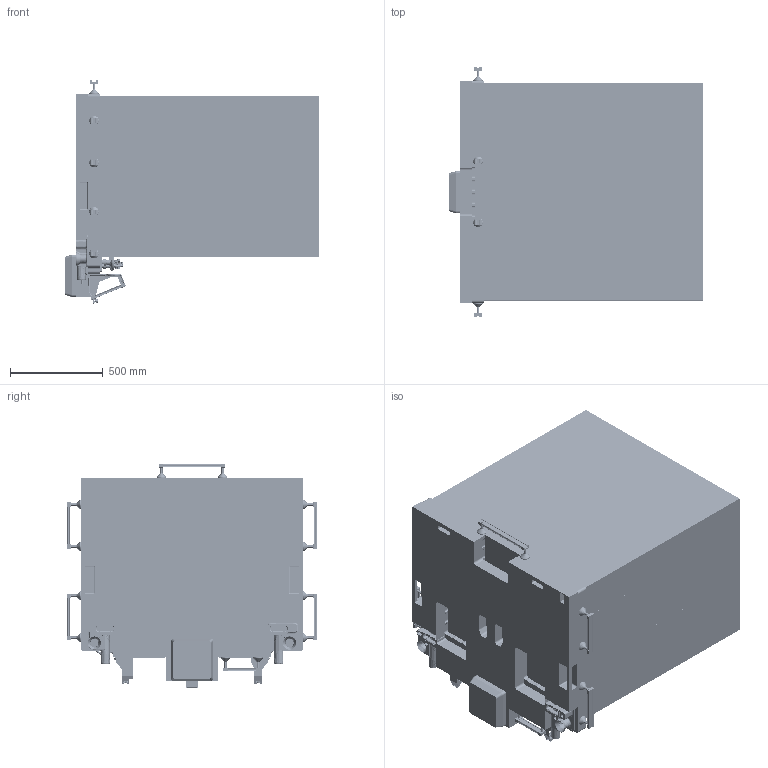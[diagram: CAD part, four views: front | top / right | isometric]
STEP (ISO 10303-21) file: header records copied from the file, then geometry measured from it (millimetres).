
FILE_DESCRIPTION(/* description */ (''),/* implementation_level */ '2;1');
FILE_NAME(/* name */ 'AMP-EPF-RAD-phaseB-8April08',/* time_stamp */ '2008-04-08T16:45:20+02:00',/* author */ (''),/* organization */ (''),/* preprocessor_version */ 'ST-DEVELOPER v11',/* originating_system */ 'UGS - NX 5.0',/* authorisation */ '');
FILE_SCHEMA (('AUTOMOTIVE_DESIGN { 1 0 10303 214 1 1 1 1 }'));
Products named in the file (121): 80gr-photBaffl; 80gr-Baffle; 80gr-Optik; 20gr-Baffle-Optik; 20gr-Optik; photometerbaffle; photometer1; MMIA-front; _SOL20; _SOL19; _SOL18; _SOL17; _SOL11; _SOL10; _SOL9; _SOL8; _SOL7; _SOL16; _SOL15; _SOL14; _SOL13; _SOL12; MMIA_DPU; STEMPEL_001; STEMPEL_000; STEMPEL; MS3470-12_000; MS3470-16_003; MS3470-14_000; MS3470-16_002; MS3470-16_001; MS3470-16; MS3470-14; MS3470-12; MS3470-16_000; _SOL601; _SOL600; _SOL599; _SOL598; _SOL596 ...
Assembly tree (149 placements, depth 7):
  AMP-EPF-RAD-phaseB-8April08
    asim2
      limb-package1
        Limb-MMIA  x2
          20gr-FrontEl+Opt+Bafl
            MMIA-front
            20gr-photo+baffle  x2
              photometer1
              photometerbaffle
            20gr-Optik+Baffle  x2
              20gr-Optik
              20gr-Baffle-Optik
          MMIA_DPU
      nadir-package1
        mxgs-38x38detoktor
        Nadir-MMIA
          80gr-Front+Opt+Baffle
            MMIA-front
            80gr-Opt+Baffl  x2
              80gr-Optik
              80gr-Baffle
            80gr-Phot+Baffl  x2
              photometer1
              80gr-photBaffl
          MMIA_DPU
      3561919+A+ACES+GPS+BOOM
        _SOL1
        _SOL2
        _SOL3
        _SOL4
        _SOL5
        _SOL6
        _SOL78
        _SOL79
        _SOL80
        _SOL81
        _SOL82
        _SOL83
        _SOL84
        _SOL85
        _SOL86
        _SOL87
        _SOL89
        _SOL90
        _SOL91
        _SOL92
        _SOL93
        _SOL94
        _SOL95
        _SOL96
        _SOL97
        _SOL98
        _SOL99
        _SOL100
        _SOL101
        _SOL102
        _SOL103
        _SOL104
        _SOL105
        _SOL106
Bounding box: 1370.01 x 1344.02 x 1205.3 mm (x, y, z)
Volume: 1383690081.1 mm3; surface area: 23049652.2 mm2
Topology: 164 solids, 172 shells, 5372 faces, 13426 edges, 8824 vertices
Faces by surface type: plane 2728, cylinder 1293, bspline 1159, cone 123, torus 61, extrusion 4, sphere 4
Full cylindrical faces by diameter (mm): 3 x4, 3.06 x4, 3.4 x4, 3.41 x6, 3.505 x4, 4.25 x1, 4.826 x4, 6 x5, 6.35 x238, 6.68 x2, 7 x7, 7.459 x1, 7.484 x1, 8 x3, 8.2 x1, 9 x4, 10 x3, 10.6 x2, 10.63 x1, 12.7 x12, 14 x3, 14.009 x3, 16 x33, 16.5 x12, 16.51 x4, 18 x2, 19 x3, 19.07 x4, 20 x6, 20.3 x2
Entity records: 192243 total; most frequent: CARTESIAN_POINT 95802, ORIENTED_EDGE 20316, DIRECTION 15937, EDGE_CURVE 10160, VERTEX_POINT 7008, AXIS2_PLACEMENT_3D 5420, EDGE_LOOP 5399, VECTOR 5097
